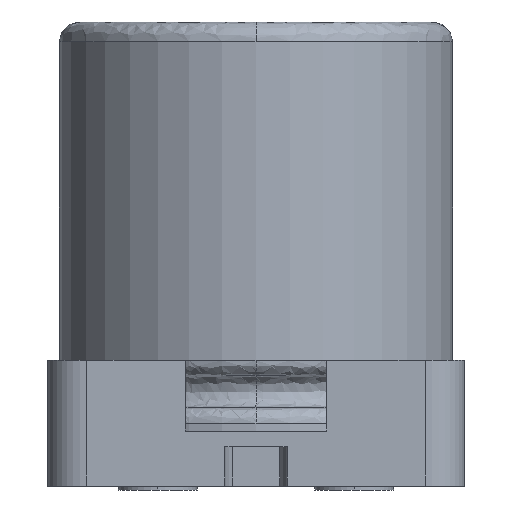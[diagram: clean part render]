
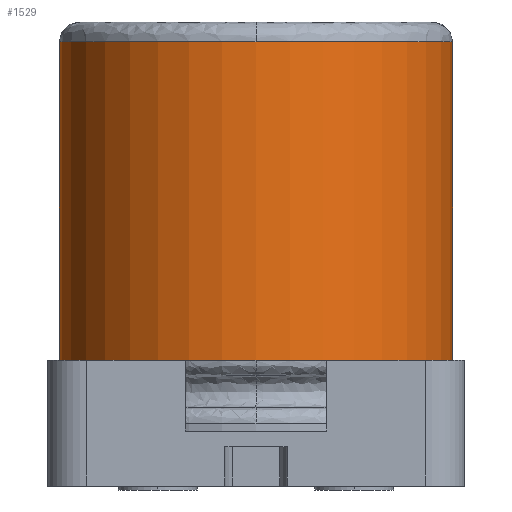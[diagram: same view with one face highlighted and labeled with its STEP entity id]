
A CAD part, left-side view. The second image highlights one B-rep face of the part: STEP entity #1529.
In plain terms, the highlighted cylindrical face has radius 2.5 mm (diameter 5 mm), a partial arc.
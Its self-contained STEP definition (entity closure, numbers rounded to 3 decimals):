
#36 = AXIS2_PLACEMENT_3D ( 'NONE', #3451, #7784, #4079 ) ;
#68 = LINE ( 'NONE', #1045, #6495 ) ;
#128 = AXIS2_PLACEMENT_3D ( 'NONE', #1383, #2017, #1414 ) ;
#173 = CIRCLE ( 'NONE', #5130, 2.5 ) ;
#293 = VERTEX_POINT ( 'NONE', #3298 ) ;
#568 = AXIS2_PLACEMENT_3D ( 'NONE', #5694, #1950, #6307 ) ;
#896 = EDGE_CURVE ( 'NONE', #936, #1640, #8005, .T. ) ;
#936 = VERTEX_POINT ( 'NONE', #2751 ) ;
#1045 = CARTESIAN_POINT ( 'NONE',  ( 0., -2.5, 3.625 ) ) ;
#1165 = EDGE_CURVE ( 'NONE', #1640, #293, #2348, .T. ) ;
#1295 = DIRECTION ( 'NONE',  ( 0., 0., -1. ) ) ;
#1383 = CARTESIAN_POINT ( 'NONE',  ( 0., 0., 3.625 ) ) ;
#1414 = DIRECTION ( 'NONE',  ( 0., 1., 0. ) ) ;
#1441 = AXIS2_PLACEMENT_3D ( 'NONE', #6769, #3037, #7386 ) ;
#1462 = FACE_OUTER_BOUND ( 'NONE', #4247, .T. ) ;
#1529 = ADVANCED_FACE ( 'NONE', ( #1462 ), #7302, .T. ) ;
#1640 = VERTEX_POINT ( 'NONE', #6497 ) ;
#1950 = DIRECTION ( 'NONE',  ( 0., 0., 1. ) ) ;
#2017 = DIRECTION ( 'NONE',  ( 0., 0., -1. ) ) ;
#2348 = CIRCLE ( 'NONE', #568, 2.5 ) ;
#2423 = ORIENTED_EDGE ( 'NONE', *, *, #6597, .F. ) ;
#2469 = VERTEX_POINT ( 'NONE', #5783 ) ;
#2751 = CARTESIAN_POINT ( 'NONE',  ( 0., 2.5, 5.65 ) ) ;
#3037 = DIRECTION ( 'NONE',  ( 0., 0., -1. ) ) ;
#3104 = EDGE_CURVE ( 'NONE', #3210, #936, #7075, .T. ) ;
#3151 = CARTESIAN_POINT ( 'NONE',  ( -2.5, 0., 5.65 ) ) ;
#3210 = VERTEX_POINT ( 'NONE', #3151 ) ;
#3298 = CARTESIAN_POINT ( 'NONE',  ( -2.5, 0., 1.6 ) ) ;
#3451 = CARTESIAN_POINT ( 'NONE',  ( 0., 0., 1.6 ) ) ;
#3706 = EDGE_CURVE ( 'NONE', #2469, #3210, #173, .T. ) ;
#4079 = DIRECTION ( 'NONE',  ( 0., 1., 0. ) ) ;
#4156 = ORIENTED_EDGE ( 'NONE', *, *, #3104, .T. ) ;
#4247 = EDGE_LOOP ( 'NONE', ( #2423, #5917, #4156, #6344, #7006, #7598 ) ) ;
#4808 = DIRECTION ( 'NONE',  ( 0., 0., -1. ) ) ;
#4963 = CIRCLE ( 'NONE', #36, 2.5 ) ;
#5066 = CARTESIAN_POINT ( 'NONE',  ( 0., 0., 5.65 ) ) ;
#5130 = AXIS2_PLACEMENT_3D ( 'NONE', #5066, #1295, #5675 ) ;
#5150 = VERTEX_POINT ( 'NONE', #5494 ) ;
#5259 = CARTESIAN_POINT ( 'NONE',  ( 0., 2.5, 3.625 ) ) ;
#5494 = CARTESIAN_POINT ( 'NONE',  ( 0., -2.5, 1.6 ) ) ;
#5675 = DIRECTION ( 'NONE',  ( 0., 1., 0. ) ) ;
#5694 = CARTESIAN_POINT ( 'NONE',  ( 0., 0., 1.6 ) ) ;
#5783 = CARTESIAN_POINT ( 'NONE',  ( 0., -2.5, 5.65 ) ) ;
#5917 = ORIENTED_EDGE ( 'NONE', *, *, #3706, .T. ) ;
#6307 = DIRECTION ( 'NONE',  ( 0., 1., 0. ) ) ;
#6344 = ORIENTED_EDGE ( 'NONE', *, *, #896, .T. ) ;
#6380 = VECTOR ( 'NONE', #6480, 1000. ) ;
#6480 = DIRECTION ( 'NONE',  ( 0., 0., -1. ) ) ;
#6495 = VECTOR ( 'NONE', #4808, 1000. ) ;
#6497 = CARTESIAN_POINT ( 'NONE',  ( 0., 2.5, 1.6 ) ) ;
#6597 = EDGE_CURVE ( 'NONE', #2469, #5150, #68, .T. ) ;
#6769 = CARTESIAN_POINT ( 'NONE',  ( 0., 0., 5.65 ) ) ;
#7006 = ORIENTED_EDGE ( 'NONE', *, *, #1165, .T. ) ;
#7075 = CIRCLE ( 'NONE', #1441, 2.5 ) ;
#7302 = CYLINDRICAL_SURFACE ( 'NONE', #128, 2.5 ) ;
#7386 = DIRECTION ( 'NONE',  ( 0., 1., 0. ) ) ;
#7401 = EDGE_CURVE ( 'NONE', #293, #5150, #4963, .T. ) ;
#7598 = ORIENTED_EDGE ( 'NONE', *, *, #7401, .T. ) ;
#7784 = DIRECTION ( 'NONE',  ( 0., 0., 1. ) ) ;
#8005 = LINE ( 'NONE', #5259, #6380 ) ;
